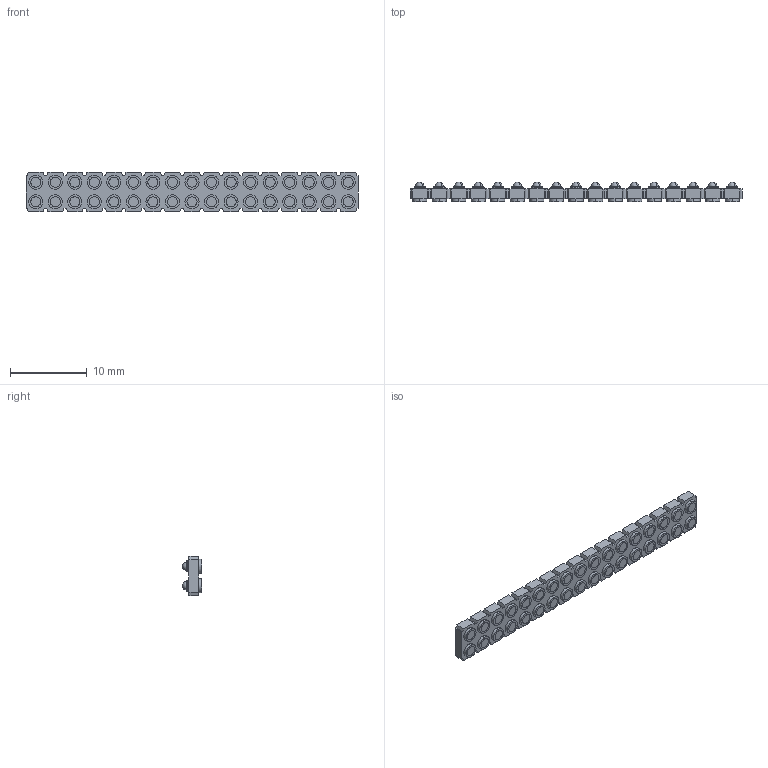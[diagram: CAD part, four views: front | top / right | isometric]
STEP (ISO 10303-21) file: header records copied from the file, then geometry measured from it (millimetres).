
FILE_DESCRIPTION (( 'STEP AP214' ), '1' );
FILE_NAME ('mill-max-817-22-034-30-001101.step', '2019-02-28T20:21:33', ( '' ), ( '' ), 'SwSTEP 2.0', 'SolidWorks 2019', '' );
FILE_SCHEMA (( 'AUTOMOTIVE_DESIGN' ));
Length unit declared in the file: inch
Products named in the file (3): mill-max-817-22-034-30-001101_0965_default; mill-max-817-22-034-30-001101; mill-max-817-22-034-30-001101_P4XX-28-012-00-090000_P434-28-012-00-090000
Assembly tree (35 placements, depth 2):
  mill-max-817-22-034-30-001101
    mill-max-817-22-034-30-001101_P4XX-28-012-00-090000_P434-28-012-00-090000
    mill-max-817-22-034-30-001101_0965_default  x34
Bounding box: 43.18 x 2.54 x 5.08 mm (x, y, z)
Volume: 328.1 mm3; surface area: 1195.8 mm2
Topology: 35 solids, 35 shells, 856 faces, 1984 edges, 1266 vertices
Faces by surface type: cylinder 340, plane 312, cone 136, sphere 68
Entity records: 8034 total; most frequent: CARTESIAN_POINT 1366, DIRECTION 1354, ORIENTED_EDGE 1320, EDGE_CURVE 660, LINE 500, VECTOR 500, VERTEX_POINT 439, AXIS2_PLACEMENT_3D 427
